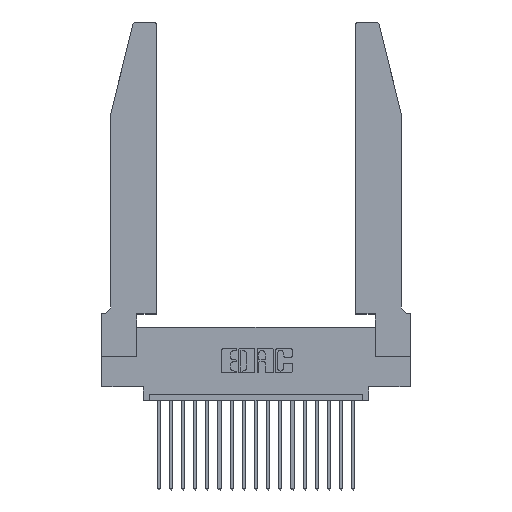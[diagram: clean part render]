
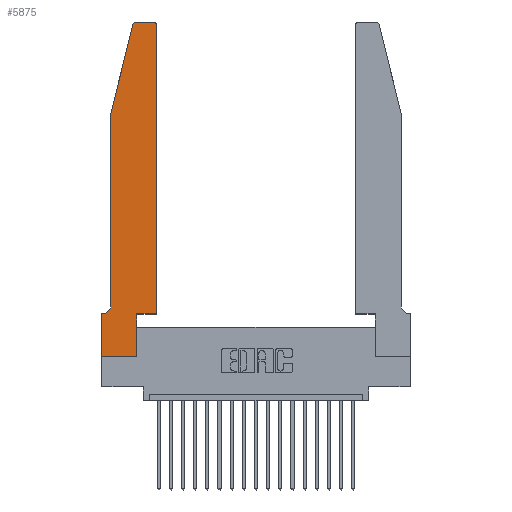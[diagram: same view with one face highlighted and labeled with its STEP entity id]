
A CAD part, top view. The second image highlights one B-rep face of the part: STEP entity #5875.
In plain terms, the highlighted planar face has unit normal (0, 0, 1).
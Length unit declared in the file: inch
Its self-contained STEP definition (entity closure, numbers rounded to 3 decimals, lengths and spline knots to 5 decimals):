
#319 = AXIS2_PLACEMENT_3D ( 'NONE', #11527, #14608, #1730 ) ;
#711 = CARTESIAN_POINT ( 'NONE',  ( 0.0755, 2., 0.37 ) ) ;
#750 = VERTEX_POINT ( 'NONE', #3075 ) ;
#797 = DIRECTION ( 'NONE',  ( 1., 0., 0. ) ) ;
#829 = EDGE_CURVE ( 'NONE', #9945, #10096, #2149, .T. ) ;
#1125 = ORIENTED_EDGE ( 'NONE', *, *, #7962, .T. ) ;
#1195 = EDGE_CURVE ( 'NONE', #750, #12217, #1394, .T. ) ;
#1394 = LINE ( 'NONE', #15036, #2632 ) ;
#1730 = DIRECTION ( 'NONE',  ( -1., 0., 0. ) ) ;
#2143 = EDGE_CURVE ( 'NONE', #12217, #14770, #10042, .T. ) ;
#2149 = CIRCLE ( 'NONE', #319, 0.07 ) ;
#2632 = VECTOR ( 'NONE', #18209, 39.37008 ) ;
#3075 = CARTESIAN_POINT ( 'NONE',  ( 0.4205, 2.75, 0.37 ) ) ;
#3581 = CARTESIAN_POINT ( 'NONE',  ( 0.0755, 2., 0.37 ) ) ;
#3600 = DIRECTION ( 'NONE',  ( 0., 1., 0. ) ) ;
#3906 = AXIS2_PLACEMENT_3D ( 'NONE', #10813, #17108, #10612 ) ;
#3952 = EDGE_CURVE ( 'NONE', #8563, #750, #18117, .T. ) ;
#4084 = PLANE ( 'NONE',  #3906 ) ;
#4468 = LINE ( 'NONE', #13418, #12172 ) ;
#4542 = ORIENTED_EDGE ( 'NONE', *, *, #18258, .T. ) ;
#4592 = DIRECTION ( 'NONE',  ( 0., 1., 0. ) ) ;
#5332 = CARTESIAN_POINT ( 'NONE',  ( 0., 0.35, 0.37 ) ) ;
#5778 = DIRECTION ( 'NONE',  ( 0., 0., 1. ) ) ;
#5875 = ADVANCED_FACE ( 'NONE', ( #17739 ), #4084, .T. ) ;
#6237 = DIRECTION ( 'NONE',  ( 0., 0., 1. ) ) ;
#6360 = LINE ( 'NONE', #11336, #18644 ) ;
#6905 = VERTEX_POINT ( 'NONE', #5332 ) ;
#6910 = ORIENTED_EDGE ( 'NONE', *, *, #16820, .T. ) ;
#6930 = VERTEX_POINT ( 'NONE', #16943 ) ;
#7175 = AXIS2_PLACEMENT_3D ( 'NONE', #17448, #5778, #10730 ) ;
#7559 = VERTEX_POINT ( 'NONE', #13936 ) ;
#7962 = EDGE_CURVE ( 'NONE', #6905, #7559, #13845, .T. ) ;
#8160 = CARTESIAN_POINT ( 'NONE',  ( 0.0755, 2., 0.37 ) ) ;
#8563 = VERTEX_POINT ( 'NONE', #13493 ) ;
#8580 = ORIENTED_EDGE ( 'NONE', *, *, #2143, .T. ) ;
#9541 = DIRECTION ( 'NONE',  ( 1., 0., 0. ) ) ;
#9945 = VERTEX_POINT ( 'NONE', #18034 ) ;
#9983 = VECTOR ( 'NONE', #15109, 39.37008 ) ;
#10041 = EDGE_CURVE ( 'NONE', #10096, #6905, #17297, .T. ) ;
#10042 = CIRCLE ( 'NONE', #19319, 0.03 ) ;
#10082 = EDGE_CURVE ( 'NONE', #18535, #9945, #10905, .T. ) ;
#10096 = VERTEX_POINT ( 'NONE', #13786 ) ;
#10254 = VECTOR ( 'NONE', #4592, 39.37008 ) ;
#10309 = CARTESIAN_POINT ( 'NONE',  ( 0., 0., 0.37 ) ) ;
#10417 = VECTOR ( 'NONE', #13120, 39.37008 ) ;
#10570 = CARTESIAN_POINT ( 'NONE',  ( 0.4505, 0.35, 0.37 ) ) ;
#10612 = DIRECTION ( 'NONE',  ( 1., 0., 0. ) ) ;
#10730 = DIRECTION ( 'NONE',  ( 1., 0., 0. ) ) ;
#10755 = CARTESIAN_POINT ( 'NONE',  ( 0.25487, 2.72718, 0.37 ) ) ;
#10813 = CARTESIAN_POINT ( 'NONE',  ( 0., 0.35, 0.37 ) ) ;
#10905 = LINE ( 'NONE', #711, #19829 ) ;
#10981 = EDGE_CURVE ( 'NONE', #16695, #6930, #20046, .T. ) ;
#11336 = CARTESIAN_POINT ( 'NONE',  ( 0., 0., 0.37 ) ) ;
#11411 = DIRECTION ( 'NONE',  ( 1., 0., 0. ) ) ;
#11527 = CARTESIAN_POINT ( 'NONE',  ( 0.0055, 0.42, 0.37 ) ) ;
#12061 = LINE ( 'NONE', #14546, #10254 ) ;
#12172 = VECTOR ( 'NONE', #3600, 39.37008 ) ;
#12217 = VERTEX_POINT ( 'NONE', #18491 ) ;
#12635 = VERTEX_POINT ( 'NONE', #19119 ) ;
#12739 = EDGE_LOOP ( 'NONE', ( #20945, #8580, #13868, #17608, #17500, #13040, #1125, #6910, #4542, #14488, #20638, #14995 ) ) ;
#13040 = ORIENTED_EDGE ( 'NONE', *, *, #10041, .T. ) ;
#13120 = DIRECTION ( 'NONE',  ( -0.239, -0.971, 0. ) ) ;
#13418 = CARTESIAN_POINT ( 'NONE',  ( 0.4505, 0.35, 0.37 ) ) ;
#13479 = EDGE_CURVE ( 'NONE', #6930, #8563, #4468, .T. ) ;
#13493 = CARTESIAN_POINT ( 'NONE',  ( 0.4505, 2.72, 0.37 ) ) ;
#13786 = CARTESIAN_POINT ( 'NONE',  ( 0.0055, 0.35, 0.37 ) ) ;
#13845 = LINE ( 'NONE', #10309, #9983 ) ;
#13868 = ORIENTED_EDGE ( 'NONE', *, *, #19385, .T. ) ;
#13936 = CARTESIAN_POINT ( 'NONE',  ( 0., 0., 0.37 ) ) ;
#13994 = DIRECTION ( 'NONE',  ( -1., 0., 0. ) ) ;
#14411 = CARTESIAN_POINT ( 'NONE',  ( 0.2865, 0.35, 0.37 ) ) ;
#14488 = ORIENTED_EDGE ( 'NONE', *, *, #10981, .T. ) ;
#14546 = CARTESIAN_POINT ( 'NONE',  ( 0.2865, 0.35, 0.37 ) ) ;
#14608 = DIRECTION ( 'NONE',  ( 0., 0., -1. ) ) ;
#14770 = VERTEX_POINT ( 'NONE', #10755 ) ;
#14995 = ORIENTED_EDGE ( 'NONE', *, *, #3952, .T. ) ;
#15036 = CARTESIAN_POINT ( 'NONE',  ( 0.2605, 2.75, 0.37 ) ) ;
#15109 = DIRECTION ( 'NONE',  ( 0., -1., 0. ) ) ;
#16045 = VECTOR ( 'NONE', #797, 39.37008 ) ;
#16695 = VERTEX_POINT ( 'NONE', #14411 ) ;
#16820 = EDGE_CURVE ( 'NONE', #7559, #12635, #6360, .T. ) ;
#16943 = CARTESIAN_POINT ( 'NONE',  ( 0.4505, 0.35, 0.37 ) ) ;
#17108 = DIRECTION ( 'NONE',  ( 0., 0., 1. ) ) ;
#17297 = LINE ( 'NONE', #20478, #20324 ) ;
#17448 = CARTESIAN_POINT ( 'NONE',  ( 0.4205, 2.72, 0.37 ) ) ;
#17500 = ORIENTED_EDGE ( 'NONE', *, *, #829, .T. ) ;
#17563 = LINE ( 'NONE', #8160, #10417 ) ;
#17608 = ORIENTED_EDGE ( 'NONE', *, *, #10082, .T. ) ;
#17739 = FACE_OUTER_BOUND ( 'NONE', #12739, .T. ) ;
#18034 = CARTESIAN_POINT ( 'NONE',  ( 0.0755, 0.42, 0.37 ) ) ;
#18117 = CIRCLE ( 'NONE', #7175, 0.03 ) ;
#18209 = DIRECTION ( 'NONE',  ( -1., 0., 0. ) ) ;
#18258 = EDGE_CURVE ( 'NONE', #12635, #16695, #12061, .T. ) ;
#18491 = CARTESIAN_POINT ( 'NONE',  ( 0.284, 2.75, 0.37 ) ) ;
#18535 = VERTEX_POINT ( 'NONE', #3581 ) ;
#18644 = VECTOR ( 'NONE', #11411, 39.37008 ) ;
#18808 = DIRECTION ( 'NONE',  ( 0., -1., 0. ) ) ;
#19119 = CARTESIAN_POINT ( 'NONE',  ( 0.2865, 0., 0.37 ) ) ;
#19311 = CARTESIAN_POINT ( 'NONE',  ( 0.284, 2.72, 0.37 ) ) ;
#19319 = AXIS2_PLACEMENT_3D ( 'NONE', #19311, #6237, #9541 ) ;
#19385 = EDGE_CURVE ( 'NONE', #14770, #18535, #17563, .T. ) ;
#19829 = VECTOR ( 'NONE', #18808, 39.37008 ) ;
#20046 = LINE ( 'NONE', #10570, #16045 ) ;
#20324 = VECTOR ( 'NONE', #13994, 39.37008 ) ;
#20478 = CARTESIAN_POINT ( 'NONE',  ( 0.0755, 0.35, 0.37 ) ) ;
#20638 = ORIENTED_EDGE ( 'NONE', *, *, #13479, .T. ) ;
#20945 = ORIENTED_EDGE ( 'NONE', *, *, #1195, .T. ) ;
